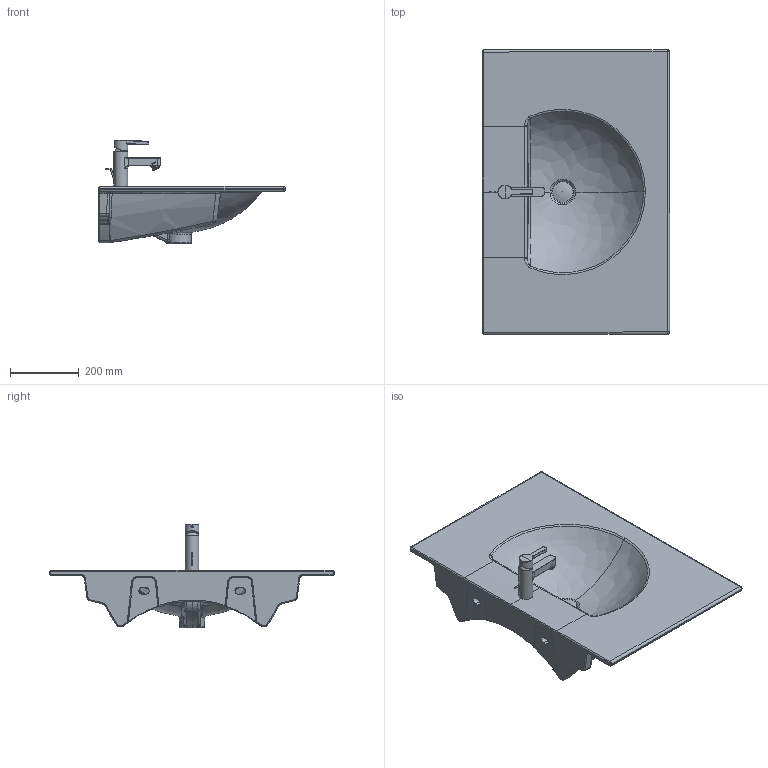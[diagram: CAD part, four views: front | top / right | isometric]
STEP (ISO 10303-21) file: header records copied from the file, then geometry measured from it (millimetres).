
FILE_DESCRIPTION((''),'2;1');
FILE_NAME('049983.stp','2011-05-18T18:06:24',('Administrator'),(''),'Autodesk Inventor 2011','Autodesk Inventor 2011','');
FILE_SCHEMA(('AUTOMOTIVE_DESIGN { 1 0 10303 214 1 1 1 1 }'));
Length unit declared in the file: millimetre
Products named in the file (11): 049983; Armatur Aufsatzbecken 049953; Sieb; Griff; Fassung Sieb; Gehäuse; Gleitring; Hebel; Kelch; Stopfen
Assembly tree (10 placements, depth 3):
  049983
    049983
    Armatur Aufsatzbecken 049953
      Sieb
      Griff
      Fassung Sieb
      Gehäuse
      Gleitring
      Hebel
    Kelch
    Stopfen
Bounding box: 545.43 x 830.28 x 300.74 mm (x, y, z)
Volume: 15914222.4 mm3; surface area: 1279928 mm2
Topology: 3 solids, 9 shells, 727 faces, 2305 edges, 1458 vertices
Faces by surface type: plane 362, bspline 154, cylinder 135, torus 36, cone 28, sphere 12
Full cylindrical faces by diameter (mm): 1.039 x1, 4 x2, 4.3 x1, 5.2 x1, 5.5 x1, 6.5 x1, 10.5 x1, 12.5 x1, 13.905 x1, 17 x1, 17.773 x1, 18 x1, 20.15 x1, 23.15 x1, 24.5 x1, 25 x1, 35 x1, 40 x2, 42 x1, 44 x1, 49 x1, 60 x1
Entity records: 45012 total; most frequent: CARTESIAN_POINT 24911, ORIENTED_EDGE 4040, DIRECTION 3940, EDGE_CURVE 2231, VERTEX_POINT 1437, AXIS2_PLACEMENT_3D 1431, VECTOR 1078, LINE 1078
